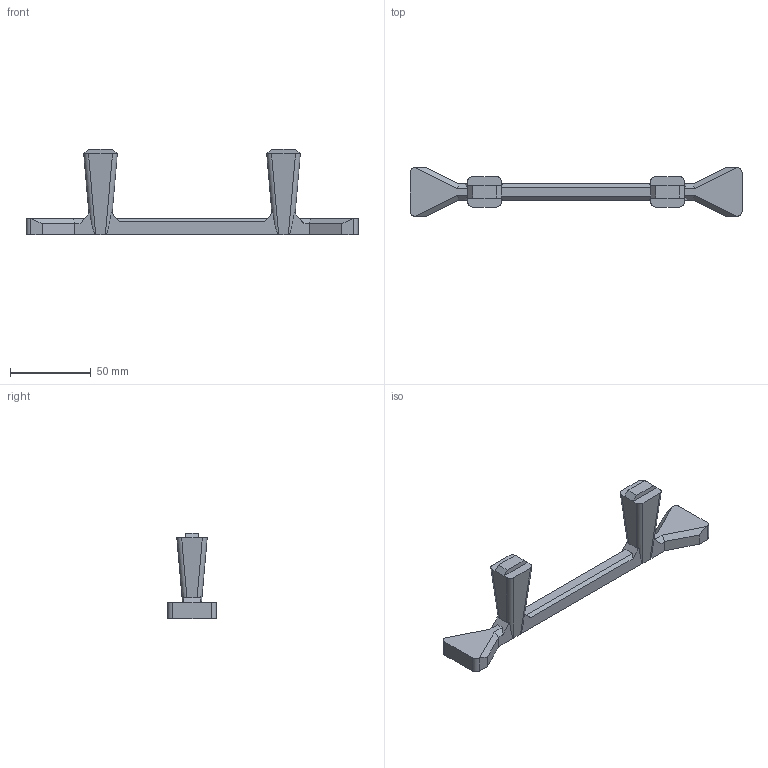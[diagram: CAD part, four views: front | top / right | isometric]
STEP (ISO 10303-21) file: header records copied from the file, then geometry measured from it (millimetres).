
FILE_DESCRIPTION(/* description */ (''),/* implementation_level */ '2;1');
FILE_NAME(/* name */ '205mm Z Frame Spacer Jig v7.step',/* time_stamp */ '2021-10-22T21:03:13+01:00',/* author */ (''),/* organization */ (''),/* preprocessor_version */ 'ST-DEVELOPER v18.1',/* originating_system */ 'Autodesk Translation Framework v10.10.0.1391',/* authorisation */ '');
FILE_SCHEMA (('AUTOMOTIVE_DESIGN { 1 0 10303 214 3 1 1 }'));
Length unit declared in the file: millimetre
Products named in the file (1): 205mm Z Frame Spacer Jig
Bounding box: 205 x 30 x 53 mm (x, y, z)
Volume: 49450.1 mm3; surface area: 15545.8 mm2
Topology: 1 solids, 1 shells, 68 faces, 178 edges, 112 vertices
Faces by surface type: plane 56, cylinder 12
Entity records: 2094 total; most frequent: CARTESIAN_POINT 359, ORIENTED_EDGE 356, DIRECTION 348, EDGE_CURVE 178, LINE 146, VECTOR 146, VERTEX_POINT 112, AXIS2_PLACEMENT_3D 101
